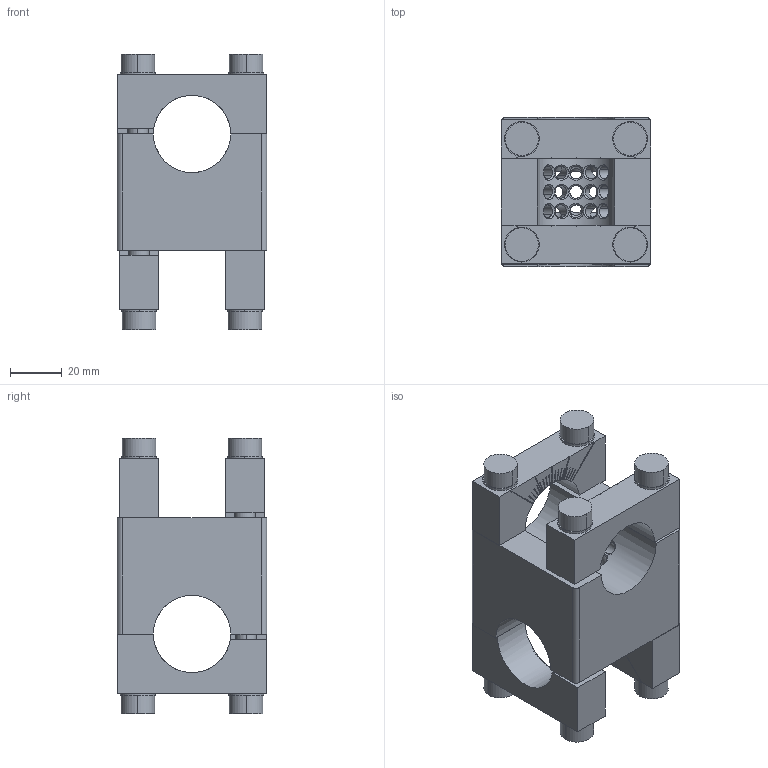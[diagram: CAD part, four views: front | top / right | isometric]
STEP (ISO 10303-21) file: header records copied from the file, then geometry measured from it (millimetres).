
FILE_DESCRIPTION(('CATIA V5 STEP Exchange'),'2;1');
FILE_NAME('AEGT130.stp','2017-07-06T00:16:47+00:00',('none'),('none'),'CATIA Version 5 Release 21 GA (IN-10)','CATIA V5 STEP AP203','none');
FILE_SCHEMA(('CONFIG_CONTROL_DESIGN'));
Length unit declared in the file: millimetre
Products named in the file (1): AEGT130
Bounding box: 58 x 58 x 107 mm (x, y, z)
Volume: 164036.3 mm3; surface area: 59195 mm2
Topology: 13 solids, 13 shells, 653 faces, 1791 edges, 1112 vertices
Faces by surface type: plane 320, cylinder 170, cone 103, bspline 60
Entity records: 23853 total; most frequent: CARTESIAN_POINT 9439, ORIENTED_EDGE 3454, DIRECTION 2105, EDGE_CURVE 1727, VERTEX_POINT 1112, VECTOR 848, LINE 848, AXIS2_PLACEMENT_3D 812
